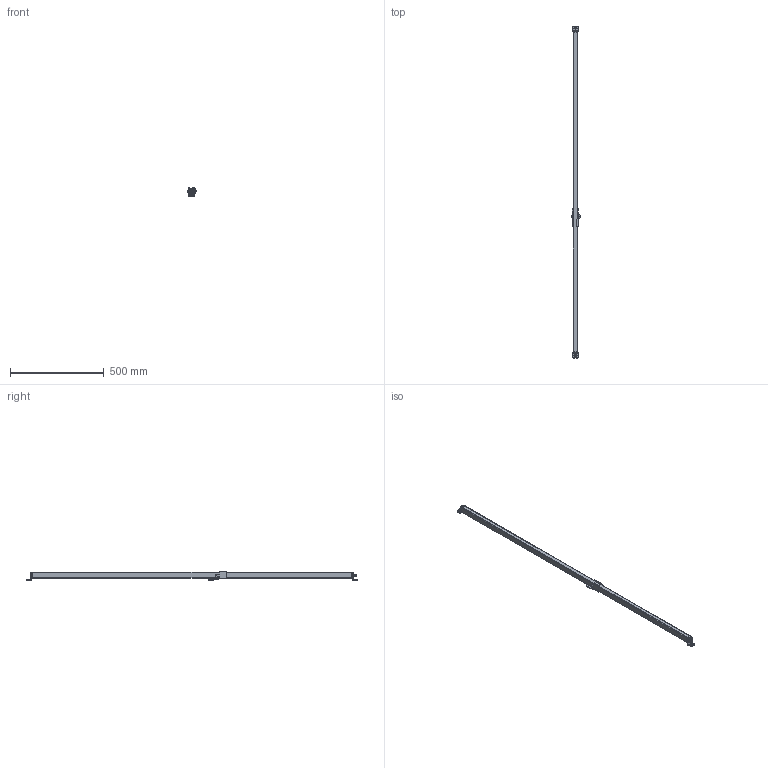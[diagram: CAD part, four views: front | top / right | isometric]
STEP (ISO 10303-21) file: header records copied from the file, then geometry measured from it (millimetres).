
FILE_DESCRIPTION((''),'2;1');
FILE_NAME('139575_SM01_ASM','2023-04-12T12:07:56',('banengservice'),('BANNER ENGINEERING'),'CREO PARAMETRIC BY PTC INC, 2022414','CREO PARAMETRIC BY PTC INC, 2022414','');
FILE_SCHEMA(('CONFIG_CONTROL_DESIGN'));
Length unit declared in the file: inch
Products named in the file (8): 139575_EP01; 48461; 46544; 51216; 49550_AF0; 51891_ASM; 51215; 139575_SM01_ASM
Assembly tree (12 placements, depth 3):
  139575_SM01_ASM
    139575_EP01
    48461  x2
    46544  x5
    51891_ASM
      51216
      49550_AF0
    51215
Bounding box: 45.45 x 1767.1 x 44.92 mm (x, y, z)
Volume: 1368249.1 mm3; surface area: 226316.9 mm2
Topology: 15 solids, 15 shells, 1086 faces, 2689 edges, 1657 vertices
Faces by surface type: cylinder 497, plane 365, sphere 76, torus 66, bspline 57, cone 25
Entity records: 32413 total; most frequent: CARTESIAN_POINT 12916, DIRECTION 4179, ORIENTED_EDGE 3994, EDGE_CURVE 1997, AXIS2_PLACEMENT_3D 1582, VERTEX_POINT 1257, VECTOR 1015, LINE 1015
